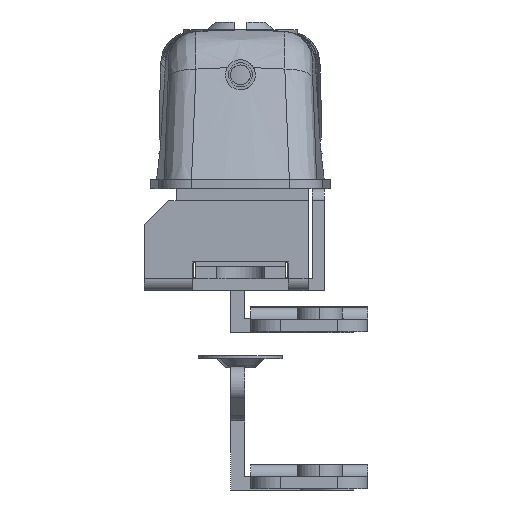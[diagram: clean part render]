
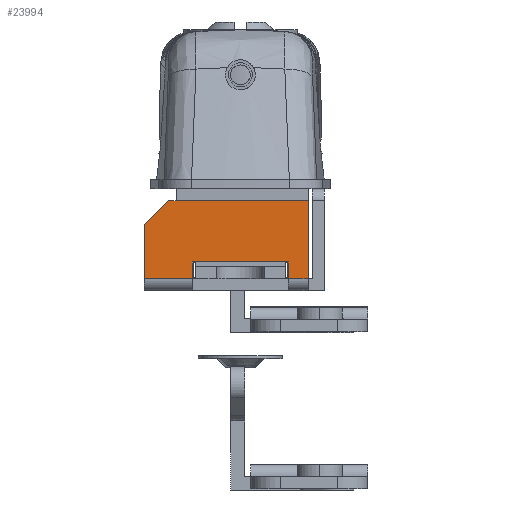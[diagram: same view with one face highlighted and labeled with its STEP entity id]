
A CAD part, front view. The second image highlights one B-rep face of the part: STEP entity #23994.
In plain terms, the highlighted face is planar.
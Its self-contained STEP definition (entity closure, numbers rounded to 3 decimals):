
#526 = VECTOR ( 'NONE', #21186, 1000. ) ;
#527 = VECTOR ( 'NONE', #21188, 1000. ) ;
#528 = VECTOR ( 'NONE', #21190, 1000. ) ;
#529 = VECTOR ( 'NONE', #21192, 1000. ) ;
#530 = VECTOR ( 'NONE', #21194, 1000. ) ;
#531 = VECTOR ( 'NONE', #21196, 1000. ) ;
#532 = VECTOR ( 'NONE', #21198, 1000. ) ;
#533 = VECTOR ( 'NONE', #21200, 1000. ) ;
#534 = VECTOR ( 'NONE', #21202, 1000. ) ;
#1408 = CARTESIAN_POINT ( 'NONE',  ( -11.3, 30., -15. ) ) ;
#1409 = CARTESIAN_POINT ( 'NONE',  ( -11.3, 30., -2. ) ) ;
#1711 = EDGE_LOOP ( 'NONE', ( #6779, #6782, #6781, #6783, #6785, #6784, #6786, #6787, #6788, #6789 ) ) ;
#2382 = VERTEX_POINT ( 'NONE', #1408 ) ;
#2383 = VERTEX_POINT ( 'NONE', #1409 ) ;
#2449 = VERTEX_POINT ( 'NONE', #7753 ) ;
#2450 = VERTEX_POINT ( 'NONE', #7754 ) ;
#2451 = VERTEX_POINT ( 'NONE', #7755 ) ;
#2452 = VERTEX_POINT ( 'NONE', #7756 ) ;
#2453 = VERTEX_POINT ( 'NONE', #7757 ) ;
#2454 = VERTEX_POINT ( 'NONE', #7758 ) ;
#2455 = VERTEX_POINT ( 'NONE', #7759 ) ;
#2456 = VERTEX_POINT ( 'NONE', #7760 ) ;
#6779 = ORIENTED_EDGE ( 'NONE', *, *, #24427, .T. ) ;
#6781 = ORIENTED_EDGE ( 'NONE', *, *, #23758, .T. ) ;
#6782 = ORIENTED_EDGE ( 'NONE', *, *, #24426, .T. ) ;
#6783 = ORIENTED_EDGE ( 'NONE', *, *, #24428, .F. ) ;
#6784 = ORIENTED_EDGE ( 'NONE', *, *, #24430, .T. ) ;
#6785 = ORIENTED_EDGE ( 'NONE', *, *, #24429, .F. ) ;
#6786 = ORIENTED_EDGE ( 'NONE', *, *, #24431, .F. ) ;
#6787 = ORIENTED_EDGE ( 'NONE', *, *, #24432, .T. ) ;
#6788 = ORIENTED_EDGE ( 'NONE', *, *, #24433, .F. ) ;
#6789 = ORIENTED_EDGE ( 'NONE', *, *, #24434, .T. ) ;
#7753 = CARTESIAN_POINT ( 'NONE',  ( -8., 30., -12.2 ) ) ;
#7754 = CARTESIAN_POINT ( 'NONE',  ( -8., 30., -15. ) ) ;
#7755 = CARTESIAN_POINT ( 'NONE',  ( 10.7, 30., -2. ) ) ;
#7756 = CARTESIAN_POINT ( 'NONE',  ( 12., 30., -2. ) ) ;
#7757 = CARTESIAN_POINT ( 'NONE',  ( 16., 30., -6. ) ) ;
#7758 = CARTESIAN_POINT ( 'NONE',  ( 16., 30., -15. ) ) ;
#7759 = CARTESIAN_POINT ( 'NONE',  ( 8., 30., -15. ) ) ;
#7760 = CARTESIAN_POINT ( 'NONE',  ( 8., 30., -12.2 ) ) ;
#15888 = LINE ( 'NONE', #18401, #26387 ) ;
#18401 = CARTESIAN_POINT ( 'NONE',  ( -11.3, 30., -15. ) ) ;
#18402 = DIRECTION ( 'NONE',  ( 0., 0., 1. ) ) ;
#19038 = FACE_OUTER_BOUND ( 'NONE', #1711, .T. ) ;
#19324 = LINE ( 'NONE', #21185, #526 ) ;
#19325 = LINE ( 'NONE', #21187, #527 ) ;
#19326 = LINE ( 'NONE', #21189, #528 ) ;
#19327 = LINE ( 'NONE', #21191, #529 ) ;
#19328 = LINE ( 'NONE', #21193, #530 ) ;
#19329 = LINE ( 'NONE', #21195, #531 ) ;
#19330 = LINE ( 'NONE', #21197, #532 ) ;
#19331 = LINE ( 'NONE', #21199, #533 ) ;
#19332 = LINE ( 'NONE', #21201, #534 ) ;
#19644 = PLANE ( 'NONE',  #26648 ) ;
#19645 = CARTESIAN_POINT ( 'NONE',  ( 16., 30., -15. ) ) ;
#19646 = DIRECTION ( 'NONE',  ( 0., -1., 0. ) ) ;
#19647 = DIRECTION ( 'NONE',  ( 0., 0., -1. ) ) ;
#21185 = CARTESIAN_POINT ( 'NONE',  ( 16., 30., -15. ) ) ;
#21186 = DIRECTION ( 'NONE',  ( -1., 0., 0. ) ) ;
#21187 = CARTESIAN_POINT ( 'NONE',  ( -8., 30., -12.2 ) ) ;
#21188 = DIRECTION ( 'NONE',  ( 0., 0., -1. ) ) ;
#21189 = CARTESIAN_POINT ( 'NONE',  ( 16., 30., -2. ) ) ;
#21190 = DIRECTION ( 'NONE',  ( -1., 0., 0. ) ) ;
#21191 = CARTESIAN_POINT ( 'NONE',  ( 16., 30., -2. ) ) ;
#21192 = DIRECTION ( 'NONE',  ( -1., 0., 0. ) ) ;
#21193 = CARTESIAN_POINT ( 'NONE',  ( 20.5, 30., -10.5 ) ) ;
#21194 = DIRECTION ( 'NONE',  ( 0.707, 0., -0.707 ) ) ;
#21195 = CARTESIAN_POINT ( 'NONE',  ( 16., 30., -15. ) ) ;
#21196 = DIRECTION ( 'NONE',  ( 0., 0., 1. ) ) ;
#21197 = CARTESIAN_POINT ( 'NONE',  ( 16., 30., -15. ) ) ;
#21198 = DIRECTION ( 'NONE',  ( -1., 0., 0. ) ) ;
#21199 = CARTESIAN_POINT ( 'NONE',  ( 8., 30., -12.2 ) ) ;
#21200 = DIRECTION ( 'NONE',  ( 0., 0., -1. ) ) ;
#21201 = CARTESIAN_POINT ( 'NONE',  ( -8., 30., -12.2 ) ) ;
#21202 = DIRECTION ( 'NONE',  ( -1., 0., 0. ) ) ;
#23758 = EDGE_CURVE ( 'NONE', #2382, #2383, #15888, .T. ) ;
#23994 = ADVANCED_FACE ( 'NONE', ( #19038 ), #19644, .F. ) ;
#24426 = EDGE_CURVE ( 'NONE', #2450, #2382, #19324, .T. ) ;
#24427 = EDGE_CURVE ( 'NONE', #2449, #2450, #19325, .T. ) ;
#24428 = EDGE_CURVE ( 'NONE', #2451, #2383, #19326, .T. ) ;
#24429 = EDGE_CURVE ( 'NONE', #2452, #2451, #19327, .T. ) ;
#24430 = EDGE_CURVE ( 'NONE', #2452, #2453, #19328, .T. ) ;
#24431 = EDGE_CURVE ( 'NONE', #2454, #2453, #19329, .T. ) ;
#24432 = EDGE_CURVE ( 'NONE', #2454, #2455, #19330, .T. ) ;
#24433 = EDGE_CURVE ( 'NONE', #2456, #2455, #19331, .T. ) ;
#24434 = EDGE_CURVE ( 'NONE', #2456, #2449, #19332, .T. ) ;
#26387 = VECTOR ( 'NONE', #18402, 1000. ) ;
#26648 = AXIS2_PLACEMENT_3D ( 'NONE', #19645, #19646, #19647 ) ;
